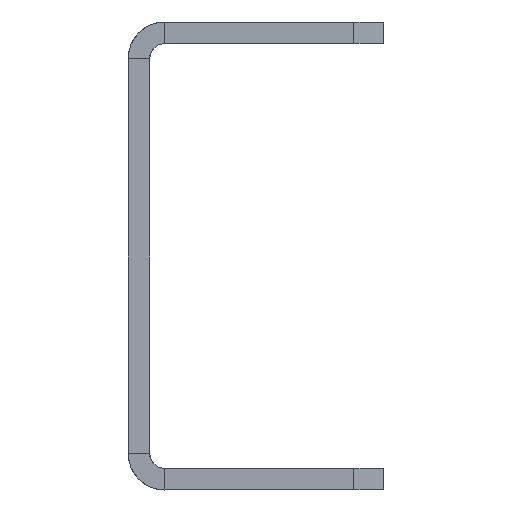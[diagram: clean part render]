
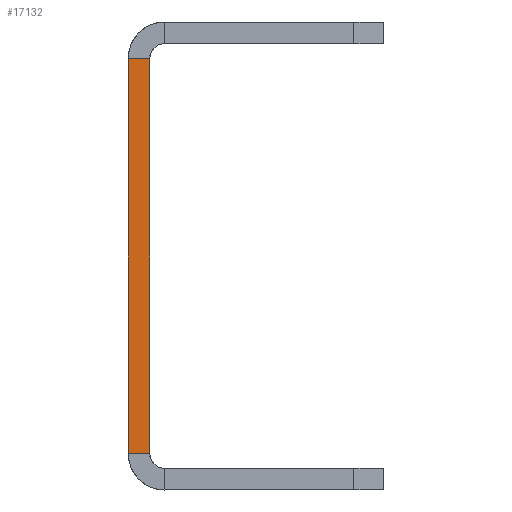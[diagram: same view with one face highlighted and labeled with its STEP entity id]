
A CAD part, left-side view. The second image highlights one B-rep face of the part: STEP entity #17132.
In plain terms, the highlighted planar face has unit normal (-1, 0, 0).
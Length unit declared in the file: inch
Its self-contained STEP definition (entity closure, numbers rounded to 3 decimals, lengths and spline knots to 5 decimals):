
#2854=FACE_OUTER_BOUND('',#3732,.T.);
#3732=EDGE_LOOP('',(#15286,#15287,#15288,#15289));
#4138=LINE('',#25217,#5652);
#4347=LINE('',#26036,#5861);
#4800=LINE('',#27940,#6314);
#5200=LINE('',#28905,#6714);
#5652=VECTOR('',#19706,0.844);
#5861=VECTOR('',#20295,0.844);
#6314=VECTOR('',#21566,0.046);
#6714=VECTOR('',#22716,0.046);
#8460=VERTEX_POINT('',#25214);
#8461=VERTEX_POINT('',#25216);
#8857=VERTEX_POINT('',#26033);
#8858=VERTEX_POINT('',#26035);
#9928=EDGE_CURVE('',#8460,#8461,#4138,.T.);
#10327=EDGE_CURVE('',#8858,#8857,#4347,.T.);
#11056=EDGE_CURVE('',#8857,#8461,#4800,.T.);
#11467=EDGE_CURVE('',#8858,#8460,#5200,.T.);
#15286=ORIENTED_EDGE('',*,*,#11056,.T.);
#15287=ORIENTED_EDGE('',*,*,#9928,.F.);
#15288=ORIENTED_EDGE('',*,*,#11467,.F.);
#15289=ORIENTED_EDGE('',*,*,#10327,.T.);
#16489=PLANE('',#18455);
#17132=ADVANCED_FACE('',(#2854),#16489,.F.);
#18455=AXIS2_PLACEMENT_3D('',#28904,#22714,#22715);
#19706=DIRECTION('',(0.,0.,1.));
#20295=DIRECTION('',(0.,0.,1.));
#21566=DIRECTION('',(0.,1.,0.));
#22714=DIRECTION('center_axis',(1.,0.,0.));
#22715=DIRECTION('ref_axis',(0.,0.,-1.));
#22716=DIRECTION('',(0.,1.,0.));
#25214=CARTESIAN_POINT('',(-1.04194,0.046,-0.53619));
#25216=CARTESIAN_POINT('',(-1.04194,0.046,0.30781));
#25217=CARTESIAN_POINT('',(-1.04194,0.046,-0.53619));
#26033=CARTESIAN_POINT('',(-1.04194,0.,0.30781));
#26035=CARTESIAN_POINT('',(-1.04194,0.,-0.53619));
#26036=CARTESIAN_POINT('',(-1.04194,0.,-0.53619));
#27940=CARTESIAN_POINT('',(-1.04194,0.,0.30781));
#28904=CARTESIAN_POINT('Origin',(-1.04194,0.046,-0.61419));
#28905=CARTESIAN_POINT('',(-1.04194,0.,-0.53619));
